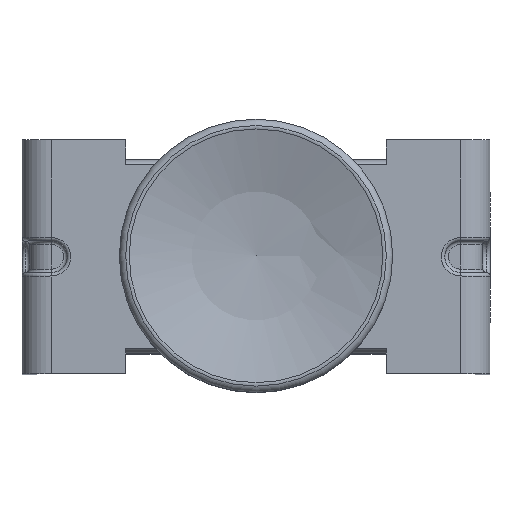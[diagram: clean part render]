
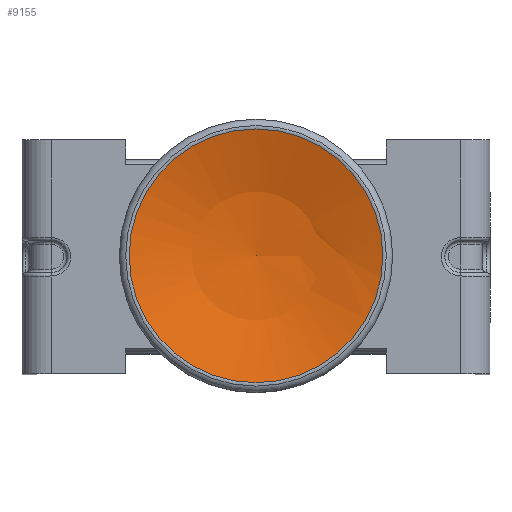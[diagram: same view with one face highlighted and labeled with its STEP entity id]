
A CAD part, top view. The second image highlights one B-rep face of the part: STEP entity #9155.
In plain terms, the highlighted spherical face has radius 12.85 mm.
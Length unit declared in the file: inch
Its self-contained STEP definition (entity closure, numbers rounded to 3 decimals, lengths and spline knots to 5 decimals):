
#89=SPHERICAL_SURFACE('',#9793,0.50591);
#429=CIRCLE('',#9792,0.17352);
#430=CIRCLE('',#9794,0.50591);
#1078=FACE_OUTER_BOUND('',#1611,.T.);
#1611=EDGE_LOOP('',(#7475,#7476,#7477));
#4147=VERTEX_POINT('',#15327);
#4148=VERTEX_POINT('',#15331);
#5303=EDGE_CURVE('',#4147,#4147,#429,.T.);
#5304=EDGE_CURVE('',#4147,#4148,#430,.T.);
#7475=ORIENTED_EDGE('',*,*,#5303,.F.);
#7476=ORIENTED_EDGE('',*,*,#5304,.T.);
#7477=ORIENTED_EDGE('',*,*,#5304,.F.);
#9155=ADVANCED_FACE('',(#1078),#89,.F.);
#9792=AXIS2_PLACEMENT_3D('',#15329,#11579,#11580);
#9793=AXIS2_PLACEMENT_3D('',#15330,#11581,#11582);
#9794=AXIS2_PLACEMENT_3D('',#15332,#11583,#11584);
#11579=DIRECTION('center_axis',(0.,0.,-1.));
#11580=DIRECTION('ref_axis',(1.,0.,0.));
#11581=DIRECTION('center_axis',(0.,0.,-1.));
#11582=DIRECTION('ref_axis',(-1.,0.,0.));
#11583=DIRECTION('center_axis',(0.,1.,0.));
#11584=DIRECTION('ref_axis',(1.,0.,0.));
#15327=CARTESIAN_POINT('',(0.17352,0.,1.08206));
#15329=CARTESIAN_POINT('Origin',(0.,0.,1.08206));
#15330=CARTESIAN_POINT('Origin',(0.,0.,1.55728));
#15331=CARTESIAN_POINT('',(0.,0.,1.05137));
#15332=CARTESIAN_POINT('Origin',(0.,0.,1.55728));
